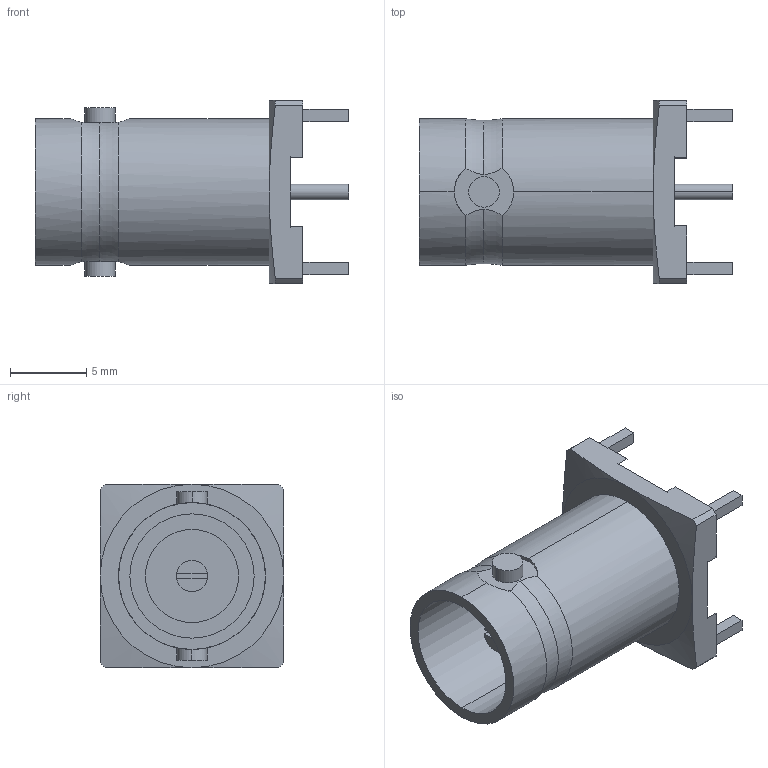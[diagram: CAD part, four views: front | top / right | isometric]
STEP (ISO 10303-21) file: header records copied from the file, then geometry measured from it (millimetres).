
FILE_DESCRIPTION (( 'STEP AP214' ), '1' );
FILE_NAME ('V7C00013.STEP', '2018-10-26T17:43:23', ( '' ), ( '' ), 'SwSTEP 2.0', 'SolidWorks 2017', '' );
FILE_SCHEMA (( 'AUTOMOTIVE_DESIGN' ));
Length unit declared in the file: inch
Products named in the file (1): V7C00013
Bounding box: 20.5 x 12 x 12 mm (x, y, z)
Volume: 885.5 mm3; surface area: 1200.6 mm2
Topology: 1 solids, 1 shells, 87 faces, 210 edges, 138 vertices
Faces by surface type: plane 45, cylinder 34, torus 4, cone 4
Entity records: 3115 total; most frequent: CARTESIAN_POINT 582, DIRECTION 434, ORIENTED_EDGE 420, EDGE_CURVE 210, AXIS2_PLACEMENT_3D 160, VERTEX_POINT 138, LINE 114, VECTOR 114
